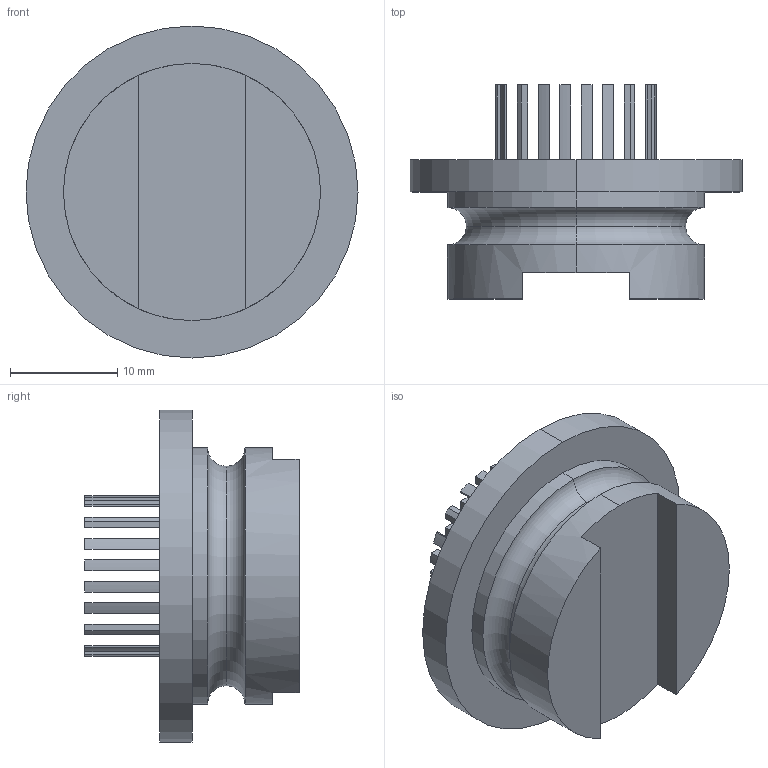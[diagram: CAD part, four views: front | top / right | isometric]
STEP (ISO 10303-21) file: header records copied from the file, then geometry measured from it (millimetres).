
FILE_DESCRIPTION (( 'STEP AP203' ), '1' );
FILE_NAME ('062ABKESD.STEP', '2015-09-11T14:42:23', ( 'Fath' ), ( 'Hewlett-Packard Company' ), 'SwSTEP 2.0', 'SolidWorks 2014', '' );
FILE_SCHEMA (( 'CONFIG_CONTROL_DESIGN' ));
Length unit declared in the file: millimetre
Products named in the file (1): 062ABKESD
Bounding box: 31 x 20 x 31 mm (x, y, z)
Volume: 6188 mm3; surface area: 4098.5 mm2
Topology: 1 solids, 1 shells, 281 faces, 672 edges, 446 vertices
Faces by surface type: plane 251, cylinder 26, torus 4
Entity records: 8097 total; most frequent: CARTESIAN_POINT 1400, ORIENTED_EDGE 1344, DIRECTION 1298, EDGE_CURVE 672, LINE 610, VECTOR 610, VERTEX_POINT 446, AXIS2_PLACEMENT_3D 344
